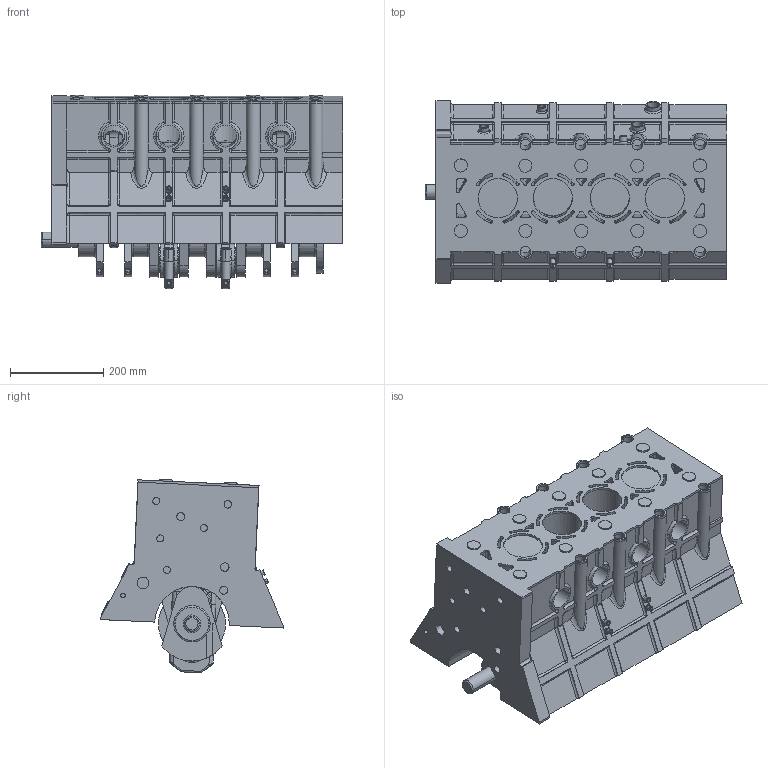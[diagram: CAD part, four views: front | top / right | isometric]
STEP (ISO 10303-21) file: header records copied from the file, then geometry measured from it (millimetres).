
FILE_DESCRIPTION(('CATIA V5 STEP Exchange'),'2;1');
FILE_NAME('final.stp','2024-02-12T15:26:08+00:00',('none'),('none'),'CATIA Version 5 Release 21 GA (IN-10)','CATIA V5 STEP AP203','none');
FILE_SCHEMA(('CONFIG_CONTROL_DESIGN'));
Length unit declared in the file: millimetre
Products named in the file (2): final; biela piston
Assembly tree (21 placements, depth 3):
  final
    #58
    #5807
    biela piston  x4
      #32942
      #35670
      #37988
      #38253
    #40049
    #47361  x10
Bounding box: 647.05 x 392.43 x 414.34 mm (x, y, z)
Volume: 41845104.2 mm3; surface area: 3171542.7 mm2
Topology: 29 solids, 29 shells, 1921 faces, 4974 edges, 3193 vertices
Faces by surface type: cylinder 1045, plane 626, torus 140, bspline 68, sphere 20, cone 16, extrusion 4, revolution 2
Entity records: 47618 total; most frequent: CARTESIAN_POINT 16665, ORIENTED_EDGE 7092, DIRECTION 4841, EDGE_CURVE 3546, VERTEX_POINT 2293, AXIS2_PLACEMENT_3D 2277, VECTOR 1705, LINE 1701
